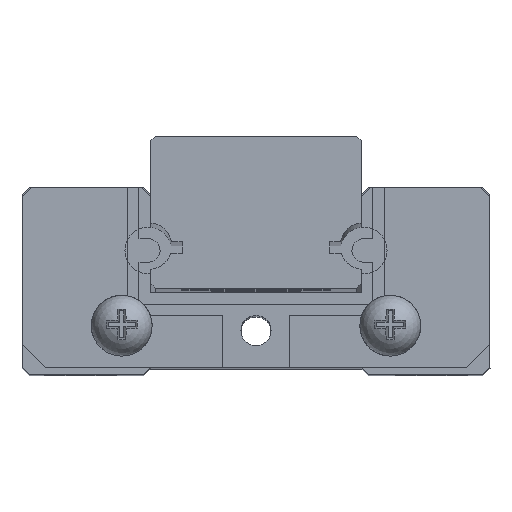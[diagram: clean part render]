
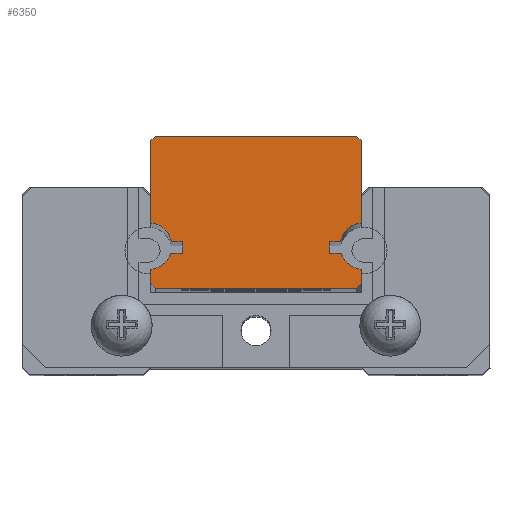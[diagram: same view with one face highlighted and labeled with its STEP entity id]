
A CAD part, top view. The second image highlights one B-rep face of the part: STEP entity #6350.
In plain terms, the highlighted planar face has unit normal (0, 0, 1).
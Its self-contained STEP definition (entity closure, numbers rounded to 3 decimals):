
#481=PLANE('',#7038);
#859=FACE_OUTER_BOUND('',#1234,.T.);
#1234=EDGE_LOOP('',(#5894,#5895,#5896,#5897,#5898,#5899,#5900,#5901,#5902,
#5903,#5904,#5905,#5906,#5907,#5908,#5909,#5910,#5911,#5912,#5913));
#1826=LINE('',#10458,#2465);
#1830=LINE('',#10466,#2469);
#1833=LINE('',#10473,#2472);
#1837=LINE('',#10481,#2476);
#1841=LINE('',#10493,#2480);
#1844=LINE('',#10499,#2483);
#1847=LINE('',#10505,#2486);
#1851=LINE('',#10517,#2490);
#1854=LINE('',#10524,#2493);
#1859=LINE('',#10538,#2498);
#1862=LINE('',#10544,#2501);
#1865=LINE('',#10550,#2504);
#1880=LINE('',#10630,#2519);
#1882=LINE('',#10636,#2521);
#1887=LINE('',#10646,#2526);
#1889=LINE('',#10649,#2528);
#2465=VECTOR('',#8624,10.);
#2469=VECTOR('',#8630,10.);
#2472=VECTOR('',#8635,10.);
#2476=VECTOR('',#8641,10.);
#2480=VECTOR('',#8653,10.);
#2483=VECTOR('',#8658,10.);
#2486=VECTOR('',#8663,10.);
#2490=VECTOR('',#8675,10.);
#2493=VECTOR('',#8680,10.);
#2498=VECTOR('',#8693,10.);
#2501=VECTOR('',#8698,10.);
#2504=VECTOR('',#8703,10.);
#2519=VECTOR('',#8798,10.);
#2521=VECTOR('',#8804,10.);
#2526=VECTOR('',#8813,10.);
#2528=VECTOR('',#8817,10.);
#2737=CIRCLE('',#6978,1.);
#2739=CIRCLE('',#6984,1.);
#2741=CIRCLE('',#6989,1.);
#2743=CIRCLE('',#6995,1.);
#3286=VERTEX_POINT('',#10456);
#3287=VERTEX_POINT('',#10457);
#3290=VERTEX_POINT('',#10465);
#3292=VERTEX_POINT('',#10471);
#3293=VERTEX_POINT('',#10472);
#3296=VERTEX_POINT('',#10480);
#3298=VERTEX_POINT('',#10486);
#3300=VERTEX_POINT('',#10492);
#3302=VERTEX_POINT('',#10498);
#3304=VERTEX_POINT('',#10504);
#3306=VERTEX_POINT('',#10510);
#3308=VERTEX_POINT('',#10516);
#3310=VERTEX_POINT('',#10522);
#3311=VERTEX_POINT('',#10523);
#3314=VERTEX_POINT('',#10531);
#3316=VERTEX_POINT('',#10537);
#3318=VERTEX_POINT('',#10543);
#3320=VERTEX_POINT('',#10549);
#3347=VERTEX_POINT('',#10635);
#3350=VERTEX_POINT('',#10645);
#4119=EDGE_CURVE('',#3286,#3287,#1826,.F.);
#4123=EDGE_CURVE('',#3290,#3286,#1830,.F.);
#4126=EDGE_CURVE('',#3292,#3293,#1833,.F.);
#4130=EDGE_CURVE('',#3296,#3292,#1837,.F.);
#4133=EDGE_CURVE('',#3298,#3296,#2737,.F.);
#4136=EDGE_CURVE('',#3300,#3298,#1841,.F.);
#4139=EDGE_CURVE('',#3302,#3300,#1844,.F.);
#4142=EDGE_CURVE('',#3304,#3302,#1847,.F.);
#4145=EDGE_CURVE('',#3306,#3304,#2739,.F.);
#4148=EDGE_CURVE('',#3308,#3306,#1851,.F.);
#4151=EDGE_CURVE('',#3310,#3311,#1854,.F.);
#4155=EDGE_CURVE('',#3314,#3310,#2741,.F.);
#4158=EDGE_CURVE('',#3316,#3314,#1859,.F.);
#4161=EDGE_CURVE('',#3318,#3316,#1862,.F.);
#4164=EDGE_CURVE('',#3320,#3318,#1865,.F.);
#4167=EDGE_CURVE('',#3287,#3320,#2743,.F.);
#4205=EDGE_CURVE('',#3293,#3290,#1880,.F.);
#4208=EDGE_CURVE('',#3347,#3308,#1882,.F.);
#4213=EDGE_CURVE('',#3311,#3350,#1887,.F.);
#4215=EDGE_CURVE('',#3350,#3347,#1889,.F.);
#5894=ORIENTED_EDGE('',*,*,#4167,.T.);
#5895=ORIENTED_EDGE('',*,*,#4164,.T.);
#5896=ORIENTED_EDGE('',*,*,#4161,.T.);
#5897=ORIENTED_EDGE('',*,*,#4158,.T.);
#5898=ORIENTED_EDGE('',*,*,#4155,.T.);
#5899=ORIENTED_EDGE('',*,*,#4151,.T.);
#5900=ORIENTED_EDGE('',*,*,#4213,.T.);
#5901=ORIENTED_EDGE('',*,*,#4215,.T.);
#5902=ORIENTED_EDGE('',*,*,#4208,.T.);
#5903=ORIENTED_EDGE('',*,*,#4148,.T.);
#5904=ORIENTED_EDGE('',*,*,#4145,.T.);
#5905=ORIENTED_EDGE('',*,*,#4142,.T.);
#5906=ORIENTED_EDGE('',*,*,#4139,.T.);
#5907=ORIENTED_EDGE('',*,*,#4136,.T.);
#5908=ORIENTED_EDGE('',*,*,#4133,.T.);
#5909=ORIENTED_EDGE('',*,*,#4130,.T.);
#5910=ORIENTED_EDGE('',*,*,#4126,.T.);
#5911=ORIENTED_EDGE('',*,*,#4205,.T.);
#5912=ORIENTED_EDGE('',*,*,#4123,.T.);
#5913=ORIENTED_EDGE('',*,*,#4119,.T.);
#6350=ADVANCED_FACE('',(#859),#481,.F.);
#6978=AXIS2_PLACEMENT_3D('',#10487,#8646,#8647);
#6984=AXIS2_PLACEMENT_3D('',#10511,#8668,#8669);
#6989=AXIS2_PLACEMENT_3D('',#10532,#8686,#8687);
#6995=AXIS2_PLACEMENT_3D('',#10555,#8708,#8709);
#7038=AXIS2_PLACEMENT_3D('',#10648,#8815,#8816);
#8624=DIRECTION('',(0.,-1.,0.));
#8630=DIRECTION('',(-0.707,-0.707,0.));
#8635=DIRECTION('',(-0.707,0.707,0.));
#8641=DIRECTION('',(0.,1.,0.));
#8646=DIRECTION('center_axis',(0.,0.,1.));
#8647=DIRECTION('ref_axis',(1.,0.,0.));
#8653=DIRECTION('',(1.,0.,0.));
#8658=DIRECTION('',(0.,1.,0.));
#8663=DIRECTION('',(-1.,0.,0.));
#8668=DIRECTION('center_axis',(0.,0.,1.));
#8669=DIRECTION('ref_axis',(1.,0.,0.));
#8675=DIRECTION('',(0.,1.,0.));
#8680=DIRECTION('',(0.,-1.,0.));
#8686=DIRECTION('center_axis',(0.,0.,1.));
#8687=DIRECTION('ref_axis',(1.,0.,0.));
#8693=DIRECTION('',(-1.,0.,0.));
#8698=DIRECTION('',(0.,-1.,0.));
#8703=DIRECTION('',(1.,0.,0.));
#8708=DIRECTION('center_axis',(0.,0.,1.));
#8709=DIRECTION('ref_axis',(1.,0.,0.));
#8798=DIRECTION('',(-1.,0.,0.));
#8804=DIRECTION('',(0.707,0.707,0.));
#8813=DIRECTION('',(0.707,-0.707,0.));
#8815=DIRECTION('center_axis',(0.,0.,-1.));
#8816=DIRECTION('ref_axis',(1.,0.,0.));
#8817=DIRECTION('',(1.,0.,0.));
#10456=CARTESIAN_POINT('',(4.5,-3.05,250.));
#10457=CARTESIAN_POINT('',(4.5,-2.445,250.));
#10458=CARTESIAN_POINT('',(4.5,-1.947,250.));
#10465=CARTESIAN_POINT('',(4.3,-3.25,250.));
#10466=CARTESIAN_POINT('',(4.925,-2.625,250.));
#10471=CARTESIAN_POINT('',(-4.5,-3.05,250.));
#10472=CARTESIAN_POINT('',(-4.3,-3.25,250.));
#10473=CARTESIAN_POINT('',(-2.525,-5.025,250.));
#10480=CARTESIAN_POINT('',(-4.5,-2.445,250.));
#10481=CARTESIAN_POINT('',(-4.5,-1.947,250.));
#10486=CARTESIAN_POINT('',(-3.65,-1.763,250.));
#10487=CARTESIAN_POINT('Origin',(-4.6,-1.45,250.));
#10492=CARTESIAN_POINT('',(-3.15,-1.763,250.));
#10493=CARTESIAN_POINT('',(0.475,-1.763,250.));
#10498=CARTESIAN_POINT('',(-3.15,-1.263,250.));
#10499=CARTESIAN_POINT('',(-3.15,-1.356,250.));
#10504=CARTESIAN_POINT('',(-3.618,-1.263,250.));
#10505=CARTESIAN_POINT('',(0.491,-1.263,250.));
#10510=CARTESIAN_POINT('',(-4.5,-0.455,250.));
#10511=CARTESIAN_POINT('Origin',(-4.6,-1.45,250.));
#10516=CARTESIAN_POINT('',(-4.5,3.05,250.));
#10517=CARTESIAN_POINT('',(-4.5,0.8,250.));
#10522=CARTESIAN_POINT('',(4.5,-0.455,250.));
#10523=CARTESIAN_POINT('',(4.5,3.05,250.));
#10524=CARTESIAN_POINT('',(4.5,0.8,250.));
#10531=CARTESIAN_POINT('',(3.618,-1.263,250.));
#10532=CARTESIAN_POINT('Origin',(4.6,-1.45,250.));
#10537=CARTESIAN_POINT('',(3.15,-1.263,250.));
#10538=CARTESIAN_POINT('',(4.109,-1.263,250.));
#10543=CARTESIAN_POINT('',(3.15,-1.763,250.));
#10544=CARTESIAN_POINT('',(3.15,-1.356,250.));
#10549=CARTESIAN_POINT('',(3.65,-1.763,250.));
#10550=CARTESIAN_POINT('',(4.125,-1.763,250.));
#10555=CARTESIAN_POINT('Origin',(4.6,-1.45,250.));
#10630=CARTESIAN_POINT('',(4.45,-3.25,250.));
#10635=CARTESIAN_POINT('',(-4.3,3.25,250.));
#10636=CARTESIAN_POINT('',(-3.25,4.3,250.));
#10645=CARTESIAN_POINT('',(4.3,3.25,250.));
#10646=CARTESIAN_POINT('',(5.65,1.9,250.));
#10648=CARTESIAN_POINT('Origin',(4.6,-1.45,250.));
#10649=CARTESIAN_POINT('',(4.45,3.25,250.));
